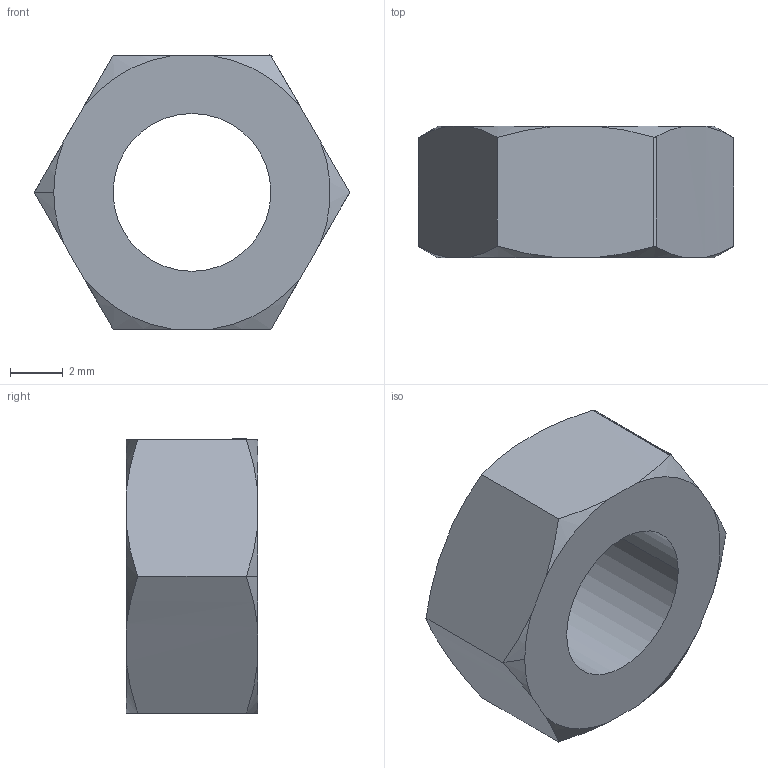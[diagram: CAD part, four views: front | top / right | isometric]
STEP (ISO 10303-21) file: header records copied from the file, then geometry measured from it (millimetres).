
FILE_DESCRIPTION (( 'STEP AP203' ), '1' );
FILE_NAME ('EcrouM6_Défaut_sldprt.STEP', '2019-10-29T08:20:20', ( '' ), ( '' ), 'SwSTEP 2.0', 'SolidWorks 2017', '' );
FILE_SCHEMA (( 'CONFIG_CONTROL_DESIGN' ));
Length unit declared in the file: millimetre
Products named in the file (1): EcrouM6_Défaut_sldprt
Bounding box: 12 x 5 x 10.42 mm (x, y, z)
Volume: 324.2 mm3; surface area: 397.7 mm2
Topology: 1 solids, 1 shells, 26 faces, 71 edges, 47 vertices
Faces by surface type: cone 13, plane 10, cylinder 3
Entity records: 1160 total; most frequent: CARTESIAN_POINT 454, ORIENTED_EDGE 142, DIRECTION 116, EDGE_CURVE 71, VERTEX_POINT 47, AXIS2_PLACEMENT_3D 46, EDGE_LOOP 28, B_SPLINE_CURVE_WITH_KNOTS 28
